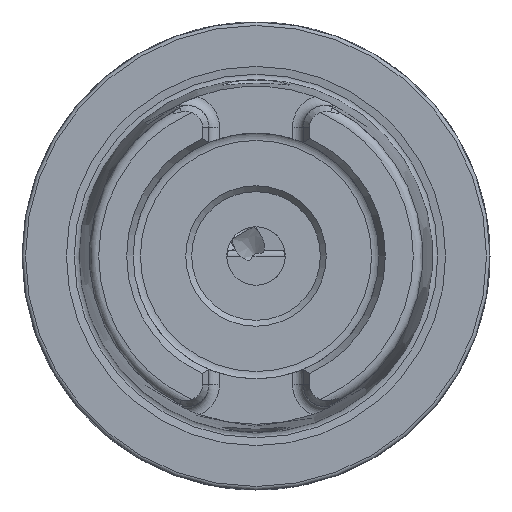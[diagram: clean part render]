
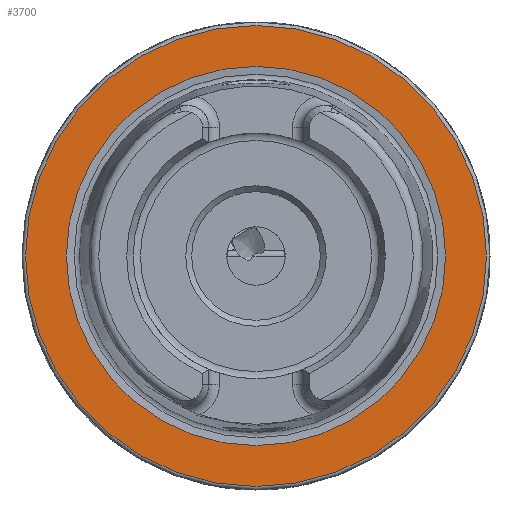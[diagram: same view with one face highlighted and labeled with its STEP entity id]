
A CAD part, left-side view. The second image highlights one B-rep face of the part: STEP entity #3700.
In plain terms, the highlighted planar face has unit normal (-1, 0, 0).
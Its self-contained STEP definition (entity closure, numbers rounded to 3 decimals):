
#90 = AXIS2_PLACEMENT_3D ( 'NONE', #2256, #5657, #7092 ) ;
#1006 = DIRECTION ( 'NONE',  ( -1., 0., 0. ) ) ;
#1472 = EDGE_CURVE ( 'NONE', #7157, #7157, #1653, .T. ) ;
#1653 = CIRCLE ( 'NONE', #90, 16.207 ) ;
#2101 = AXIS2_PLACEMENT_3D ( 'NONE', #5032, #3042, #5116 ) ;
#2256 = CARTESIAN_POINT ( 'NONE',  ( 0., 0., 0. ) ) ;
#3042 = DIRECTION ( 'NONE',  ( 1., 0., 0. ) ) ;
#3098 = ORIENTED_EDGE ( 'NONE', *, *, #1472, .F. ) ;
#3209 = EDGE_LOOP ( 'NONE', ( #3098 ) ) ;
#3700 = ADVANCED_FACE ( 'NONE', ( #7613, #4587 ), #6483, .F. ) ;
#4192 = ORIENTED_EDGE ( 'NONE', *, *, #6282, .T. ) ;
#4587 = FACE_OUTER_BOUND ( 'NONE', #7320, .T. ) ;
#5032 = CARTESIAN_POINT ( 'NONE',  ( 0., 19.7, 0. ) ) ;
#5071 = CARTESIAN_POINT ( 'NONE',  ( 0., 0., 19.7 ) ) ;
#5116 = DIRECTION ( 'NONE',  ( 0., 0., -1. ) ) ;
#5131 = AXIS2_PLACEMENT_3D ( 'NONE', #5155, #1006, #5853 ) ;
#5155 = CARTESIAN_POINT ( 'NONE',  ( 0., 0., 0. ) ) ;
#5555 = CIRCLE ( 'NONE', #5131, 19.7 ) ;
#5657 = DIRECTION ( 'NONE',  ( -1., 0., 0. ) ) ;
#5853 = DIRECTION ( 'NONE',  ( 0., 0., 1. ) ) ;
#6282 = EDGE_CURVE ( 'NONE', #6294, #6294, #5555, .T. ) ;
#6294 = VERTEX_POINT ( 'NONE', #5071 ) ;
#6483 = PLANE ( 'NONE',  #2101 ) ;
#7092 = DIRECTION ( 'NONE',  ( 0., 0., 1. ) ) ;
#7157 = VERTEX_POINT ( 'NONE', #8313 ) ;
#7320 = EDGE_LOOP ( 'NONE', ( #4192 ) ) ;
#7613 = FACE_BOUND ( 'NONE', #3209, .T. ) ;
#8313 = CARTESIAN_POINT ( 'NONE',  ( 0., 0., 16.207 ) ) ;
